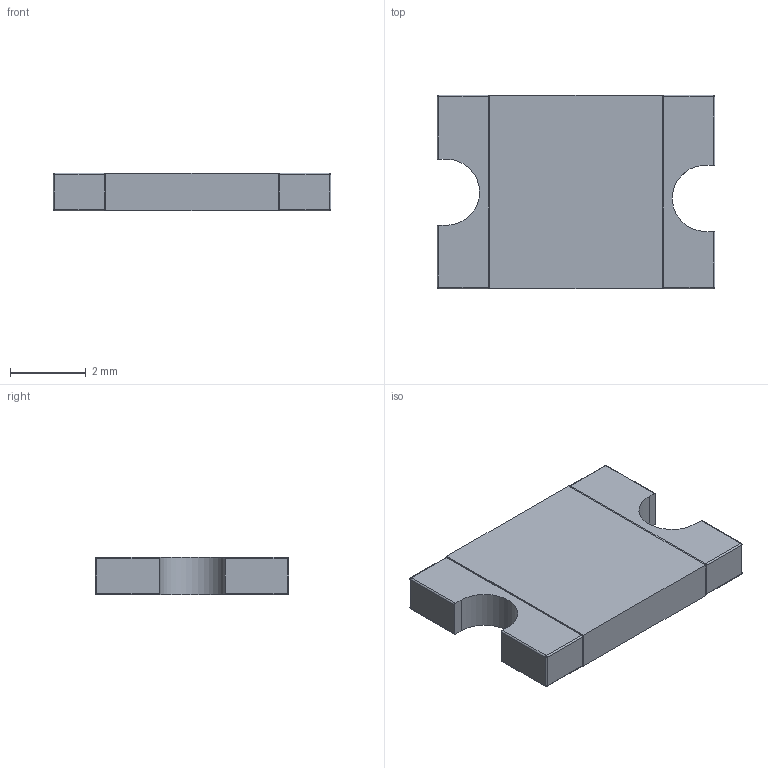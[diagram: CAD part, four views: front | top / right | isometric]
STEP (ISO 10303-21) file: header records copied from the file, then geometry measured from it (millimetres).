
FILE_DESCRIPTION(/* description */ (''),/* implementation_level */ '2;1');
FILE_NAME(/* name */ '2920L185.step',/* time_stamp */ '2021-03-14T19:04:48-06:00',/* author */ (''),/* organization */ (''),/* preprocessor_version */ 'ST-DEVELOPER v18.1',/* originating_system */ 'Autodesk Translation Framework v9.7.0.1280',/* authorisation */ '');
FILE_SCHEMA (('AUTOMOTIVE_DESIGN { 1 0 10303 214 3 1 1 }'));
Length unit declared in the file: millimetre
Products named in the file (1): FUSC7351X100N
Bounding box: 7.36 x 5.12 x 1 mm (x, y, z)
Volume: 34.4 mm3; surface area: 97.7 mm2
Topology: 1 solids, 1 shells, 68 faces, 144 edges, 80 vertices
Faces by surface type: cylinder 30, plane 22, sphere 16
Entity records: 1887 total; most frequent: DIRECTION 342, CARTESIAN_POINT 293, ORIENTED_EDGE 288, EDGE_CURVE 144, AXIS2_PLACEMENT_3D 129, LINE 84, VECTOR 84, VERTEX_POINT 80
